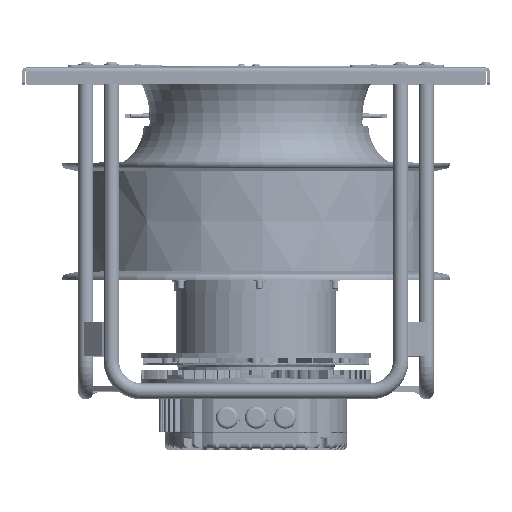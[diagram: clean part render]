
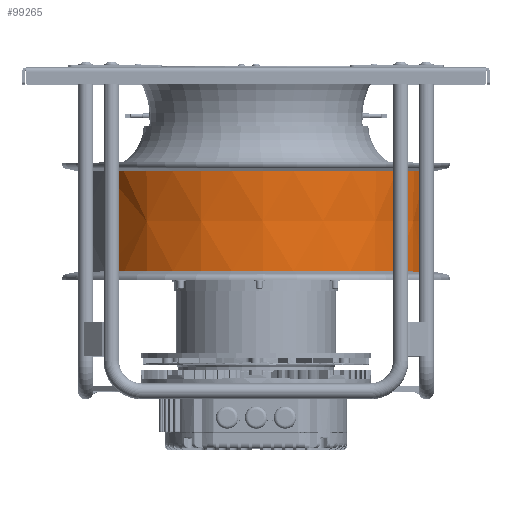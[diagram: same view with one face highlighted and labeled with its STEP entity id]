
A CAD part, top view. The second image highlights one B-rep face of the part: STEP entity #99265.
In plain terms, the highlighted conical face has half-angle 0.44 degrees and reference radius 209.15 mm.
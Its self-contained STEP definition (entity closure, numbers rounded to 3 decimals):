
#98021=CARTESIAN_POINT('',(0.,0.,0.));
#98022=DIRECTION('',(0.,1.,0.));
#98023=DIRECTION('',(-1.,0.,0.));
#98024=AXIS2_PLACEMENT_3D('',#98021,#98022,#98023);
#98409=CARTESIAN_POINT('',(0.,118.022,0.));
#98410=DIRECTION('',(0.,1.,0.));
#98411=DIRECTION('',(-1.,0.,0.));
#98412=AXIS2_PLACEMENT_3D('',#98409,#98410,#98411);
#98414=DIRECTION('',(-0.008,-1.,0.));
#98415=VECTOR('',#98414,118.018);
#98416=CARTESIAN_POINT('',(209.603,118.015,
0.));
#98417=LINE('',#98416,#98415);
#98423=DIRECTION('',(0.008,-1.,0.));
#98424=VECTOR('',#98423,118.018);
#98425=CARTESIAN_POINT('',(-209.603,118.015,
0.));
#98426=LINE('',#98425,#98424);
#98627=CARTESIAN_POINT('',(-209.603,118.022,0.));
#98628=CARTESIAN_POINT('',(209.603,118.022,
0.));
#98629=VERTEX_POINT('',#98627);
#98630=VERTEX_POINT('',#98628);
#98631=CARTESIAN_POINT('',(-208.697,0.,
0.));
#98632=CARTESIAN_POINT('',(208.697,0.,0.));
#98633=VERTEX_POINT('',#98631);
#98634=VERTEX_POINT('',#98632);
#99251=CARTESIAN_POINT('',(0.,59.011,0.));
#99252=DIRECTION('',(0.,1.,0.));
#99253=DIRECTION('',(1.,0.,0.));
#99254=AXIS2_PLACEMENT_3D('',#99251,#99252,#99253);
#99255=CONICAL_SURFACE('',#99254,209.15,0.44);
#99256=ORIENTED_EDGE('',*,*,#98674,.F.);
#99258=ORIENTED_EDGE('',*,*,#99257,.F.);
#99260=ORIENTED_EDGE('',*,*,#99259,.T.);
#99262=ORIENTED_EDGE('',*,*,#99261,.T.);
#99263=EDGE_LOOP('',(#99256,#99258,#99260,#99262));
#99264=FACE_OUTER_BOUND('',#99263,.F.);
#99265=ADVANCED_FACE('',(#99264),#99255,.T.);
#98025=CIRCLE('',#98024,208.697);
#98413=CIRCLE('',#98412,209.603);
#98674=EDGE_CURVE('',#98633,#98634,#98025,.T.);
#99257=EDGE_CURVE('',#98629,#98633,#98426,.T.);
#99259=EDGE_CURVE('',#98629,#98630,#98413,.T.);
#99261=EDGE_CURVE('',#98630,#98634,#98417,.T.);
